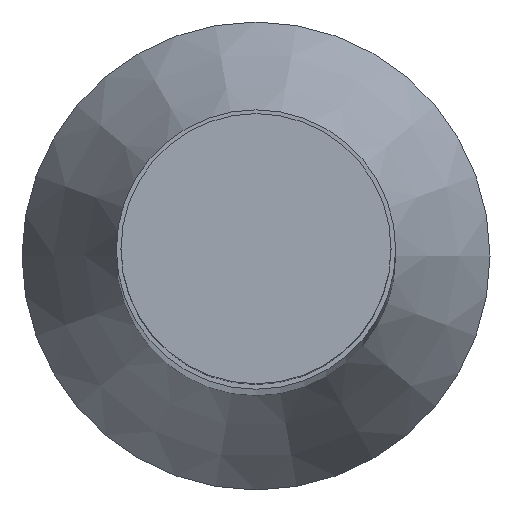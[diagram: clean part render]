
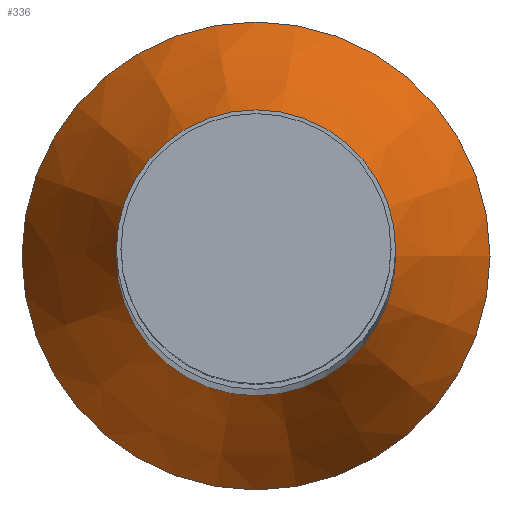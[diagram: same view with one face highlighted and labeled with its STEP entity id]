
A CAD part, top view. The second image highlights one B-rep face of the part: STEP entity #336.
In plain terms, the highlighted conical face has half-angle 24.228 degrees and reference radius 1.337 mm.
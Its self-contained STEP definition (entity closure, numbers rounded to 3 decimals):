
#15=CONICAL_SURFACE('',#373,1.338,0.423);
#22=CIRCLE('',#370,1.);
#23=CIRCLE('',#372,1.675);
#41=FACE_OUTER_BOUND('',#62,.T.);
#62=EDGE_LOOP('',(#295,#296,#297,#298));
#102=LINE('',#553,#141);
#141=VECTOR('',#458,1.338);
#169=VERTEX_POINT('',#546);
#170=VERTEX_POINT('',#550);
#211=EDGE_CURVE('',#169,#169,#22,.T.);
#212=EDGE_CURVE('',#170,#170,#23,.T.);
#213=EDGE_CURVE('',#169,#170,#102,.T.);
#295=ORIENTED_EDGE('',*,*,#211,.F.);
#296=ORIENTED_EDGE('',*,*,#213,.T.);
#297=ORIENTED_EDGE('',*,*,#212,.T.);
#298=ORIENTED_EDGE('',*,*,#213,.F.);
#336=ADVANCED_FACE('',(#41),#15,.T.);
#370=AXIS2_PLACEMENT_3D('',#548,#450,#451);
#372=AXIS2_PLACEMENT_3D('',#551,#454,#455);
#373=AXIS2_PLACEMENT_3D('',#552,#456,#457);
#450=DIRECTION('center_axis',(0.,0.,1.));
#451=DIRECTION('ref_axis',(1.,0.,0.));
#454=DIRECTION('center_axis',(0.,0.,1.));
#455=DIRECTION('ref_axis',(1.,0.,0.));
#456=DIRECTION('center_axis',(0.,0.,-1.));
#457=DIRECTION('ref_axis',(1.,0.,0.));
#458=DIRECTION('',(-0.41,0.,-0.912));
#546=CARTESIAN_POINT('',(-1.,0.,-28.5));
#548=CARTESIAN_POINT('Origin',(0.,0.,-28.5));
#550=CARTESIAN_POINT('',(-1.675,0.,-30.));
#551=CARTESIAN_POINT('Origin',(0.,0.,-30.));
#552=CARTESIAN_POINT('Origin',(0.,0.,-29.25));
#553=CARTESIAN_POINT('',(-1.338,0.,-29.25));
